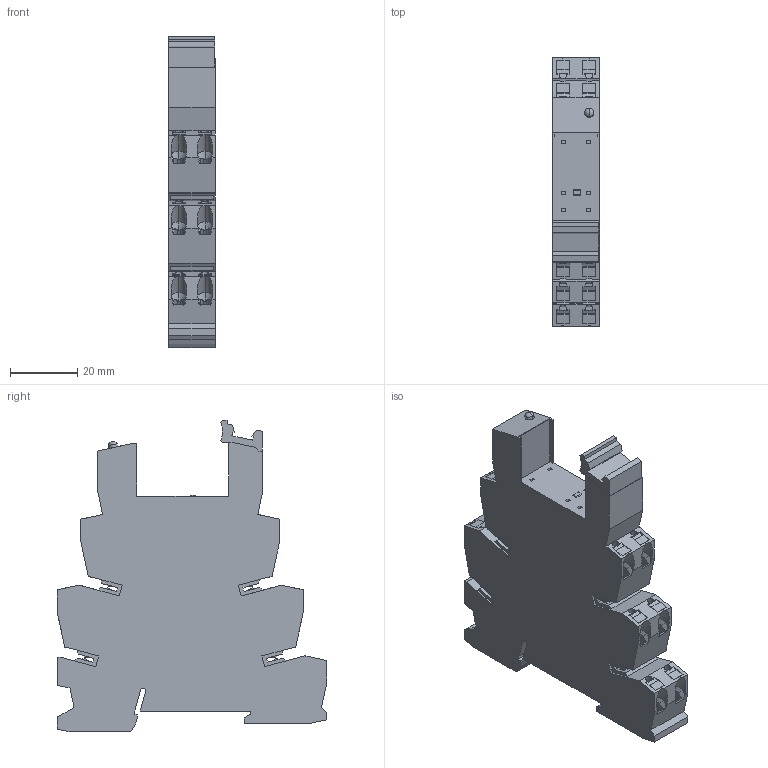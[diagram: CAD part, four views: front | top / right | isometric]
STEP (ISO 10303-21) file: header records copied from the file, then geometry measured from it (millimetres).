
FILE_DESCRIPTION(('Creo Elements/Direct Modeling STEP Export'),'2;1');
FILE_NAME('model.stp','2020-04-16T 8:44:04',(''),(''),'Creo Elements/Direct Modeling STEP processor for AP214 (Solid Model)','Creo Elements/Direct Modeling 20.1A 29-Sep-2018 (C) Parametric Technology GmbH','');
FILE_SCHEMA(('AUTOMOTIVE_DESIGN { 1 0 10303 214 1 1 1 1 }'));
Length unit declared in the file: millimetre
Products named in the file (2): PLC-BPT-14-ACT-SOC01-select
Assembly tree (1 placements, depth 2):
  PLC-BPT-14-ACT-SOC01-select
    PLC-BPT-14-ACT-SOC01-select
Bounding box: 13.9 x 80 x 92.6 mm (x, y, z)
Volume: 63108.4 mm3; surface area: 18610.7 mm2
Topology: 3 solids, 3 shells, 711 faces, 1962 edges, 1292 vertices
Faces by surface type: plane 613, cylinder 74, cone 20, extrusion 2, sphere 2
Entity records: 29415 total; most frequent: CARTESIAN_POINT 6514, ORIENTED_EDGE 3908, DIRECTION 3084, EDGE_CURVE 1954, VECTOR 1508, LINE 1505, VERTEX_POINT 1289, AXIS2_PLACEMENT_3D 788
